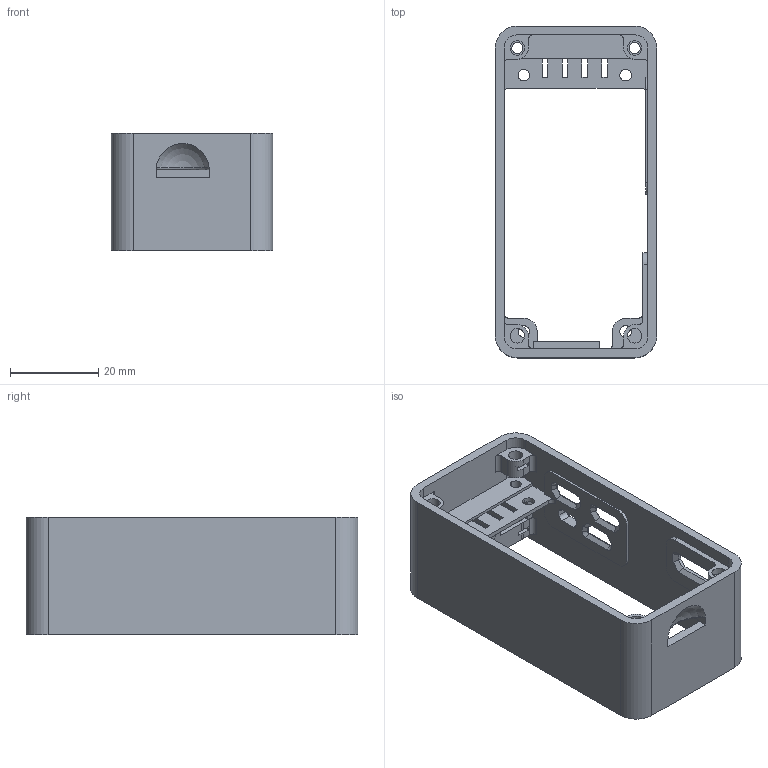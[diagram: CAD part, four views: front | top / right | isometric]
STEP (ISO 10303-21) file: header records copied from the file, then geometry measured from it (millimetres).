
FILE_DESCRIPTION (( 'STEP AP214' ), '1' );
FILE_NAME ('Case.STEP', '2025-03-13T02:11:30', ( '' ), ( '' ), 'SwSTEP 2.0', 'SolidWorks 2023', '' );
FILE_SCHEMA (( 'AUTOMOTIVE_DESIGN' ));
Length unit declared in the file: millimetre
Products named in the file (1): Case
Bounding box: 36.53 x 75.12 x 26.5 mm (x, y, z)
Volume: 12728.5 mm3; surface area: 14093.9 mm2
Topology: 1 solids, 1 shells, 363 faces, 1086 edges, 700 vertices
Faces by surface type: plane 223, cylinder 120, cone 10, torus 9, sphere 1
Entity records: 12378 total; most frequent: ORIENTED_EDGE 2172, CARTESIAN_POINT 2170, DIRECTION 2133, EDGE_CURVE 1086, LINE 759, VECTOR 759, VERTEX_POINT 700, AXIS2_PLACEMENT_3D 687
